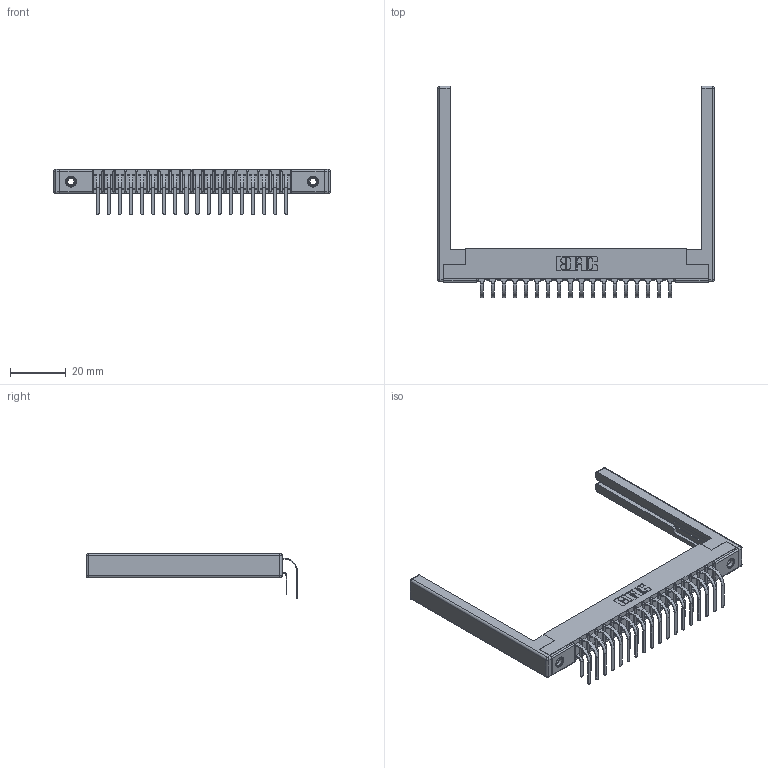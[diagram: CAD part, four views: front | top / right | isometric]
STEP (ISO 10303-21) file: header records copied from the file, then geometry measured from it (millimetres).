
FILE_DESCRIPTION (( 'STEP AP203' ), '1' );
FILE_NAME ('357-036-559-268.STEP', '2022-07-08T23:26:25', ( '' ), ( '' ), 'SwSTEP 2.0', 'SolidWorks 2020', '' );
FILE_SCHEMA (( 'CONFIG_CONTROL_DESIGN' ));
Length unit declared in the file: inch
Products named in the file (6): 307-290-001_559 - 2 (Single); 307 Part_.156 Dia Mounting Holes; 357-036-559-268; 345-250-001_345-250-001-102; 307-220-068; 307-290-001_558 559 - 1 (Single)
Assembly tree (41 placements, depth 2):
  357-036-559-268
    307 Part_.156 Dia Mounting Holes
    307-290-001_558 559 - 1 (Single)  x18
    307-290-001_559 - 2 (Single)  x18
    307-220-068  x2
    345-250-001_345-250-001-102  x2
Bounding box: 98.76 x 75.48 x 16.08 mm (x, y, z)
Volume: 11157 mm3; surface area: 16237.8 mm2
Topology: 41 solids, 41 shells, 2091 faces, 5825 edges, 3762 vertices
Faces by surface type: plane 1346, cylinder 683, sphere 46, cone 12, torus 4
Entity records: 23172 total; most frequent: CARTESIAN_POINT 3777, ORIENTED_EDGE 3732, DIRECTION 3724, EDGE_CURVE 1866, LINE 1418, VECTOR 1418, VERTEX_POINT 1206, AXIS2_PLACEMENT_3D 1153
